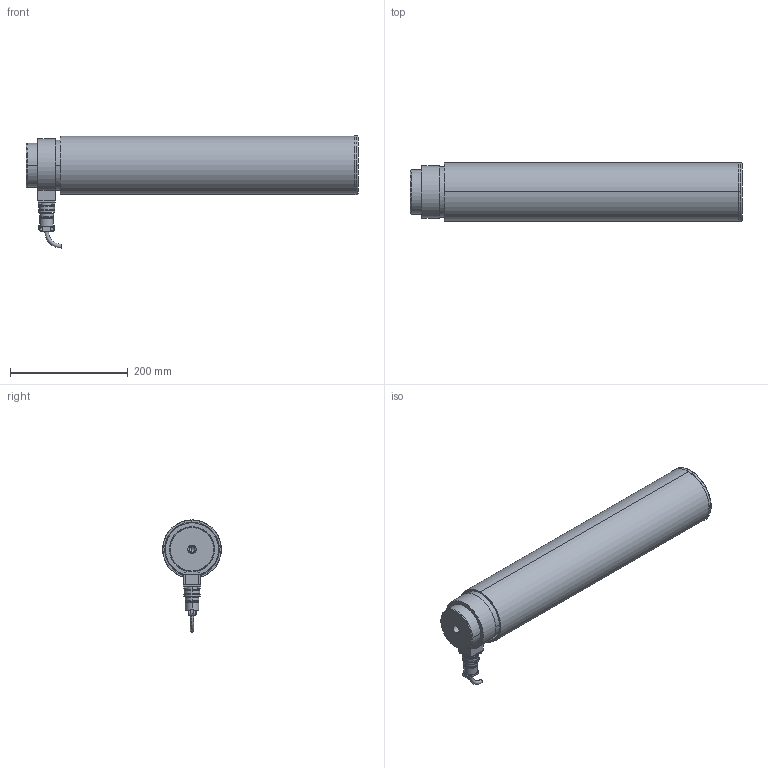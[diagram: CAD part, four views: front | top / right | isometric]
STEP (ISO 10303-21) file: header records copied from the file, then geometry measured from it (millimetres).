
FILE_DESCRIPTION((''),'2;1');
FILE_NAME('47863.stp','2007-09-21T10:16:01',(''),(''),'Mechanical Desktop 2007','Mechanical Desktop 2007',', , ');
FILE_SCHEMA(('CONFIG_CONTROL_DESIGN'));
Length unit declared in the file: millimetre
Products named in the file (25): R47863; R47868; TEIL1AA; R4767404; TEIL1AAAAA; R47849; TEIL1A; R47866; TEIL1AAA; L49026; TEIL1; FLANSCHDOSE_14S-2P_4-POLIG; FLANSCHDOSE_14S-2P_4-POLIGA; R47865; TEIL1AAAA; LAMELLENSTOPFEN_D100A; LAMELLENSTOPFEN_D100; NUTMUTTER_M50X1_5; NUTMUTTER_M50X1_5A; RILLENKUGELLAGER_6210A; RILLENKUGELLAGER_6210; I-6KT_SCHRAUBE_M3X25A; I-6KT_SCHRAUBE_M3X25; FEDERRING_M3; FEDERRING_M3A
Assembly tree (31 placements, depth 3):
  R47863
    R47868
      TEIL1AA
    R4767404
      TEIL1AAAAA
    R47849
      TEIL1A
    R47866
      TEIL1AAA
    L49026
      TEIL1
    FLANSCHDOSE_14S-2P_4-POLIG
      FLANSCHDOSE_14S-2P_4-POLIGA
    R47865
      TEIL1AAAA
    LAMELLENSTOPFEN_D100A
      LAMELLENSTOPFEN_D100
    NUTMUTTER_M50X1_5
      NUTMUTTER_M50X1_5A
    RILLENKUGELLAGER_6210A  x2
      RILLENKUGELLAGER_6210
    I-6KT_SCHRAUBE_M3X25A  x4
      I-6KT_SCHRAUBE_M3X25
    FEDERRING_M3  x4
      FEDERRING_M3A
Bounding box: 564 x 100 x 190.65 mm (x, y, z)
Volume: 1796315 mm3; surface area: 548361.6 mm2
Topology: 19 solids, 19 shells, 420 faces, 1023 edges, 727 vertices
Faces by surface type: cylinder 190, plane 126, cone 60, torus 28, bspline 16
Entity records: 12083 total; most frequent: CARTESIAN_POINT 2895, DIRECTION 2057, ORIENTED_EDGE 1648, AXIS2_PLACEMENT_3D 836, EDGE_CURVE 824, VERTEX_POINT 534, CIRCLE 465, EDGE_LOOP 438
